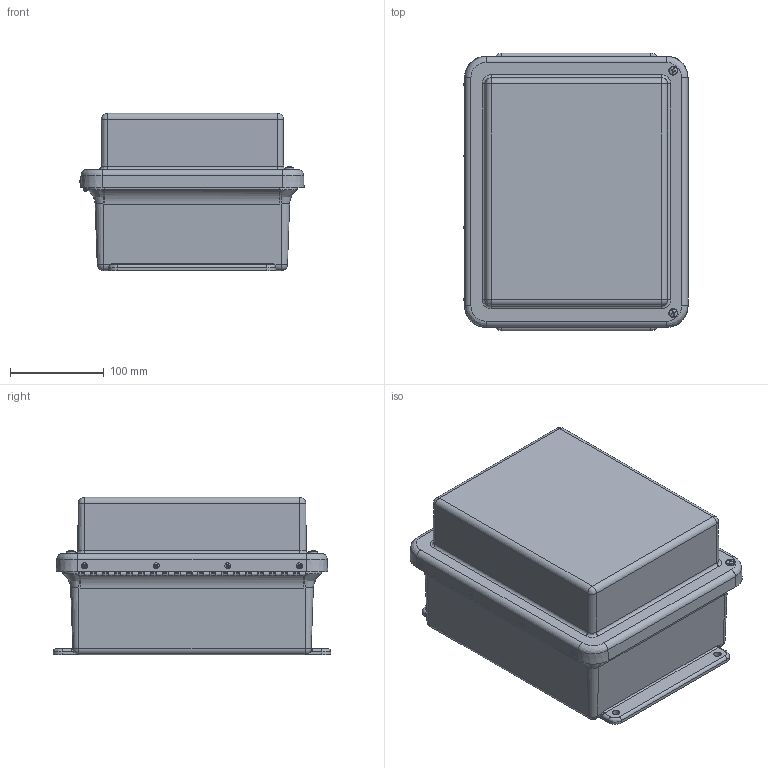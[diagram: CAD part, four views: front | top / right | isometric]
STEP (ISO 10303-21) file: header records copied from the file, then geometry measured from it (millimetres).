
FILE_DESCRIPTION (( 'STEP AP214' ), '1' );
FILE_NAME ('MR1008HW.STEP', '2018-11-06T16:27:19', ( '' ), ( '' ), 'SwSTEP 2.0', 'SolidWorks 2018', '' );
FILE_SCHEMA (( 'AUTOMOTIVE_DESIGN' ));
Length unit declared in the file: inch
Products named in the file (1): MR1008HW
Bounding box: 238.59 x 295.27 x 167.48 mm (x, y, z)
Volume: 1121002.2 mm3; surface area: 615822.4 mm2
Topology: 22 solids, 22 shells, 801 faces, 1972 edges, 1242 vertices
Faces by surface type: cylinder 303, plane 269, cone 137, bspline 86, torus 6
Full cylindrical faces by diameter (mm): 2.159 x39, 3.175 x8, 3.327 x8, 3.556 x8, 3.683 x2, 3.861 x5, 3.962 x7, 3.967 x40, 4.826 x40, 5.537 x4, 6.35 x8, 6.858 x6
Entity records: 35776 total; most frequent: CARTESIAN_POINT 7964, DIRECTION 3452, ORIENTED_EDGE 3196, EDGE_CURVE 1598, AXIS2_PLACEMENT_3D 1373, EDGE_LOOP 1230, VERTEX_POINT 1144, FACE_OUTER_BOUND 976
